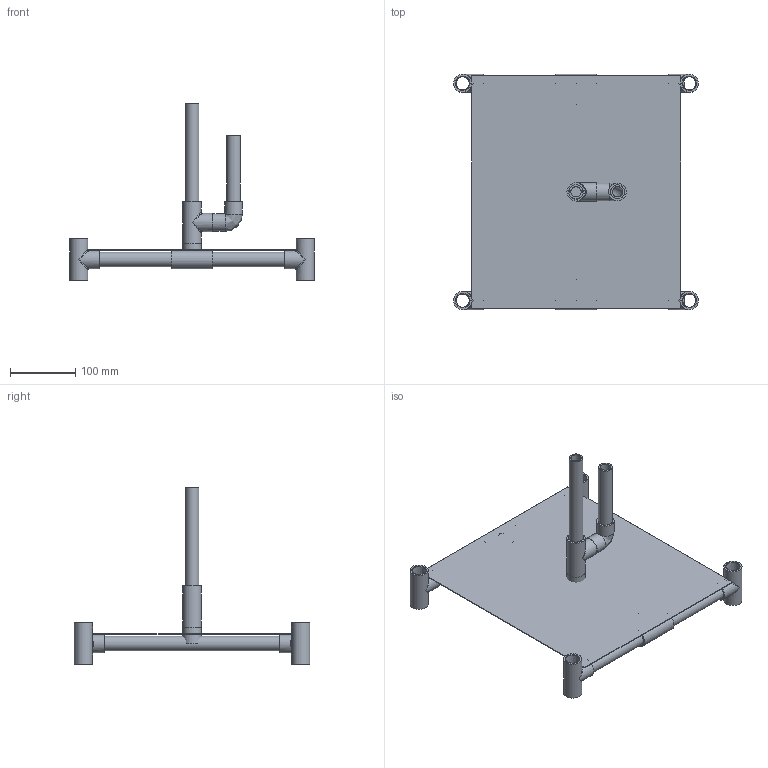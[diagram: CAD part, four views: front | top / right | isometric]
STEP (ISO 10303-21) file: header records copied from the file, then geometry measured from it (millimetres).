
FILE_DESCRIPTION(/* description */ (''),/* implementation_level */ '2;1');
FILE_NAME(/* name */ 'Top&Coral.step',/* time_stamp */ '2024-01-29T13:30:06-05:00',/* author */ (''),/* organization */ (''),/* preprocessor_version */ 'ST-DEVELOPER v20',/* originating_system */ 'Autodesk Translation Framework v12.14.0.127',/* authorisation */ '');
FILE_SCHEMA (('AUTOMOTIVE_DESIGN { 1 0 10303 214 3 1 1 }'));
Length unit declared in the file: millimetre
Products named in the file (6): Top; 4880K41_Standard-Wall PVC Pipe Fitting for Water(Mirror); 4880K41_Standard-Wall PVC Pipe Fitting for Water; Coral; 9161K21_Clear PVC Pipe Fitting for Water; 4880K41_Standard-Wall PVC Pipe Fitting for Water (1)
Assembly tree (9 placements, depth 3):
  Top
    4880K41_Standard-Wall PVC Pipe Fitting for Water  x4
    4880K41_Standard-Wall PVC Pipe Fitting for Water(Mirror)  x2
    Coral
      9161K21_Clear PVC Pipe Fitting for Water
      4880K41_Standard-Wall PVC Pipe Fitting for Water (1)
Bounding box: 374.39 x 360 x 270.25 mm (x, y, z)
Volume: 688652.8 mm3; surface area: 432582.7 mm2
Topology: 14 solids, 14 shells, 196 faces, 457 edges, 275 vertices
Faces by surface type: plane 76, torus 43, cylinder 39, cone 23, bspline 15
Full cylindrical faces by diameter (mm): 15.799 x2, 19.914 x7, 19.939 x7, 21.234 x2, 22.394 x4, 26.988 x2, 27.889 x15
Entity records: 5411 total; most frequent: CARTESIAN_POINT 2927, DIRECTION 526, ORIENTED_EDGE 430, AXIS2_PLACEMENT_3D 234, EDGE_CURVE 215, VERTEX_POINT 139, EDGE_LOOP 130, CIRCLE 120
